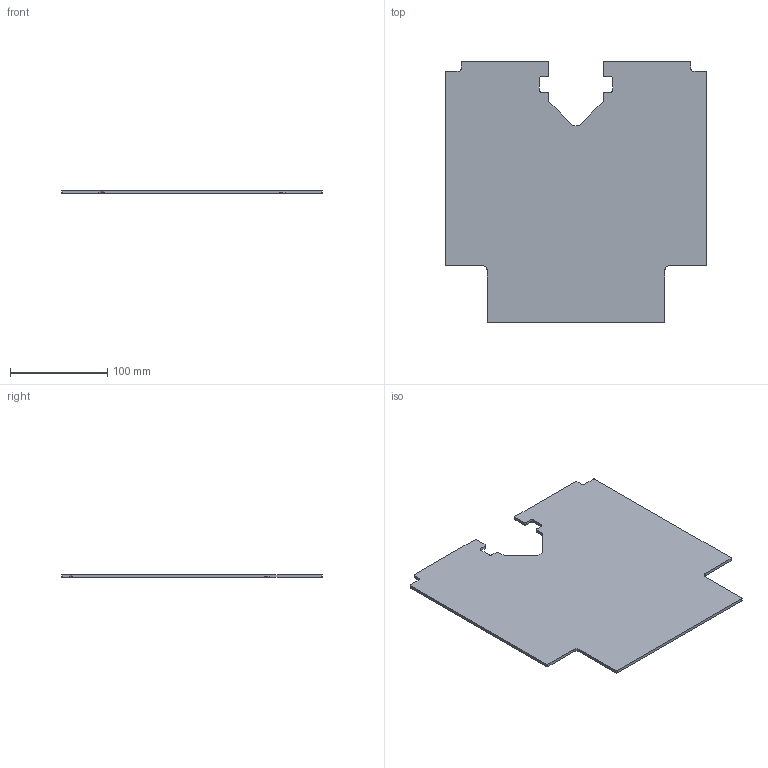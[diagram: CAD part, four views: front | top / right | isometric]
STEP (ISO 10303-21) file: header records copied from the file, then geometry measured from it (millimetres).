
FILE_DESCRIPTION(/* description */ (''),/* implementation_level */ '2;1');
FILE_NAME(/* name */ 'Deck_Panel_ACM_v4.step',/* time_stamp */ '2024-09-29T10:04:35-05:00',/* author */ (''),/* organization */ (''),/* preprocessor_version */ 'ST-DEVELOPER v20',/* originating_system */ 'Autodesk Translation Framework v13.20.0.188',/* authorisation */ '');
FILE_SCHEMA (('AUTOMOTIVE_DESIGN { 1 0 10303 214 3 1 1 }'));
Length unit declared in the file: millimetre
Products named in the file (1): Deck Panel
Bounding box: 269 x 269 x 3 mm (x, y, z)
Volume: 190907.5 mm3; surface area: 130878 mm2
Topology: 1 solids, 1 shells, 54 faces, 156 edges, 104 vertices
Faces by surface type: plane 29, cylinder 25
Entity records: 1812 total; most frequent: DIRECTION 316, CARTESIAN_POINT 315, ORIENTED_EDGE 312, EDGE_CURVE 156, LINE 106, VECTOR 106, AXIS2_PLACEMENT_3D 105, VERTEX_POINT 104
